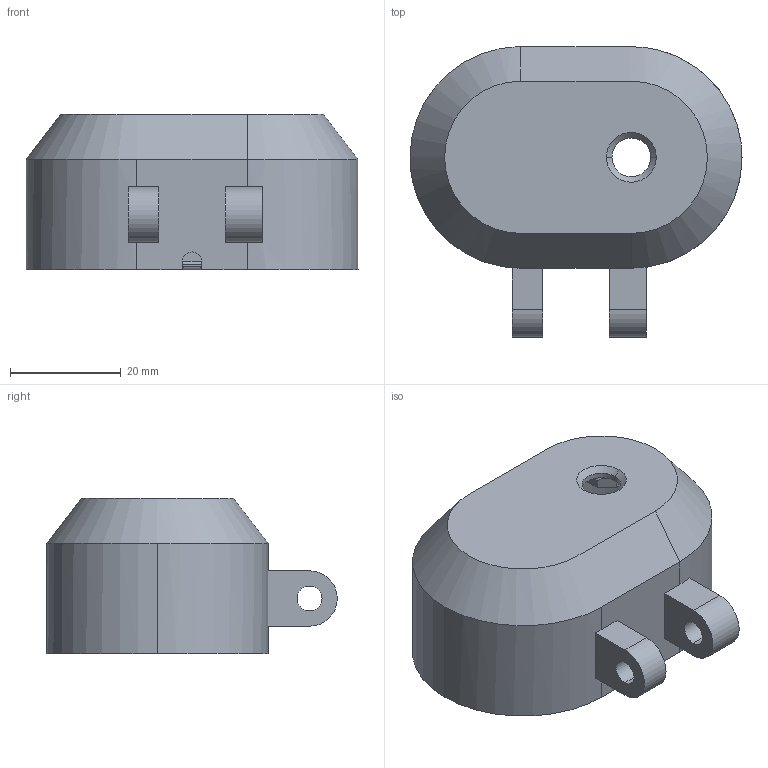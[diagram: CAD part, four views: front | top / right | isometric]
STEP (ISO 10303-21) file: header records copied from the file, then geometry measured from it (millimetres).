
FILE_DESCRIPTION (( 'STEP AP214' ), '1' );
FILE_NAME ('esp_case_2.STEP', '2020-04-13T15:32:56', ( '' ), ( '' ), 'SwSTEP 2.0', 'SolidWorks 2016', '' );
FILE_SCHEMA (( 'AUTOMOTIVE_DESIGN' ));
Length unit declared in the file: millimetre
Products named in the file (1): esp_case_2
Bounding box: 60 x 52.5 x 28.14 mm (x, y, z)
Volume: 13489 mm3; surface area: 13147.5 mm2
Topology: 1 solids, 1 shells, 144 faces, 404 edges, 263 vertices
Faces by surface type: plane 75, cylinder 48, bspline 13, torus 6, cone 2
Entity records: 8467 total; most frequent: CARTESIAN_POINT 3280, ORIENTED_EDGE 808, DIRECTION 670, EDGE_CURVE 404, VERTEX_POINT 263, VECTOR 242, LINE 242, AXIS2_PLACEMENT_3D 214
